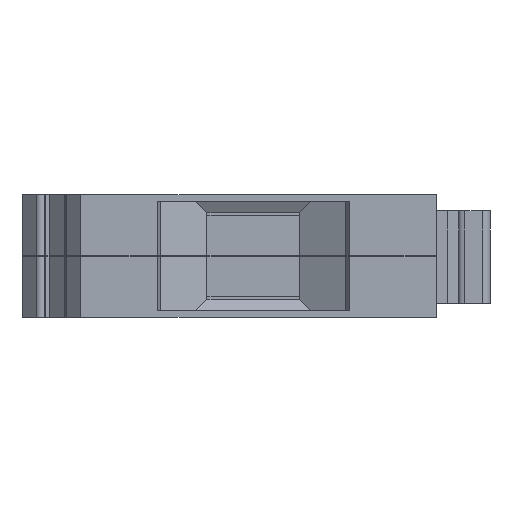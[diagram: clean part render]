
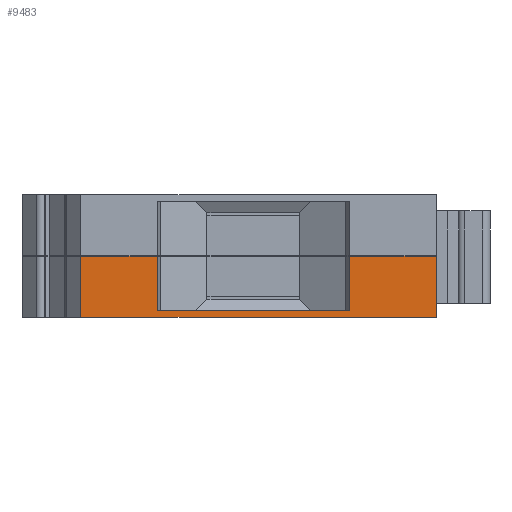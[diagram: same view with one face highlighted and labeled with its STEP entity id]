
A CAD part, left-side view. The second image highlights one B-rep face of the part: STEP entity #9483.
In plain terms, the highlighted planar face has unit normal (-1, 0, 0).
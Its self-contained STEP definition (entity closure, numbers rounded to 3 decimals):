
#1006=ORIENTED_EDGE('',*,*,#3052,.T.);
#1007=ORIENTED_EDGE('',*,*,#3053,.F.);
#1008=ORIENTED_EDGE('',*,*,#3054,.F.);
#1009=ORIENTED_EDGE('',*,*,#2454,.T.);
#1010=ORIENTED_EDGE('',*,*,#3055,.F.);
#1011=ORIENTED_EDGE('',*,*,#3056,.F.);
#1012=ORIENTED_EDGE('',*,*,#3057,.T.);
#1013=ORIENTED_EDGE('',*,*,#2527,.T.);
#2454=EDGE_CURVE('',#3501,#3500,#4200,.T.);
#2527=EDGE_CURVE('',#3574,#3573,#4268,.T.);
#3052=EDGE_CURVE('',#3573,#4066,#4698,.T.);
#3053=EDGE_CURVE('',#4067,#4066,#4699,.T.);
#3054=EDGE_CURVE('',#3501,#4067,#4700,.T.);
#3055=EDGE_CURVE('',#4068,#3500,#4701,.T.);
#3056=EDGE_CURVE('',#4069,#4068,#4702,.T.);
#3057=EDGE_CURVE('',#4069,#3574,#4703,.T.);
#3500=VERTEX_POINT('',#12267);
#3501=VERTEX_POINT('',#12269);
#3573=VERTEX_POINT('',#12413);
#3574=VERTEX_POINT('',#12415);
#4066=VERTEX_POINT('',#13612);
#4067=VERTEX_POINT('',#13614);
#4068=VERTEX_POINT('',#13617);
#4069=VERTEX_POINT('',#13619);
#4200=LINE('',#12268,#5019);
#4268=LINE('',#12414,#5087);
#4698=LINE('',#13611,#5517);
#4699=LINE('',#13613,#5518);
#4700=LINE('',#13615,#5519);
#4701=LINE('',#13616,#5520);
#4702=LINE('',#13618,#5521);
#4703=LINE('',#13620,#5522);
#5019=VECTOR('',#10371,1000.);
#5087=VECTOR('',#10449,1000.);
#5517=VECTOR('',#11029,1000.);
#5518=VECTOR('',#11030,1000.);
#5519=VECTOR('',#11031,1000.);
#5520=VECTOR('',#11032,1000.);
#5521=VECTOR('',#11033,1000.);
#5522=VECTOR('',#11034,1000.);
#5895=EDGE_LOOP('',(#1006,#1007,#1008,#1009,#1010,#1011,#1012,#1013));
#6305=FACE_BOUND('',#5895,.T.);
#6677=PLANE('',#9902);
#9483=ADVANCED_FACE('',(#6305),#6677,.T.);
#9902=AXIS2_PLACEMENT_3D('',#13610,#11027,#11028);
#10371=DIRECTION('',(0.,1.,0.));
#10449=DIRECTION('',(0.,1.,0.));
#11027=DIRECTION('',(-1.,0.,0.));
#11028=DIRECTION('',(0.,-1.,0.));
#11029=DIRECTION('',(0.,0.,-1.));
#11030=DIRECTION('',(0.,1.,0.));
#11031=DIRECTION('',(0.,0.,-1.));
#11032=DIRECTION('',(0.,0.,1.));
#11033=DIRECTION('',(0.,-1.,0.));
#11034=DIRECTION('',(0.,0.,1.));
#12267=CARTESIAN_POINT('',(-29.,-16.685,8.25));
#12268=CARTESIAN_POINT('',(-29.,19.604,8.25));
#12269=CARTESIAN_POINT('',(-29.,-28.44,8.25));
#12413=CARTESIAN_POINT('',(-29.,19.604,8.25));
#12414=CARTESIAN_POINT('',(-29.,19.604,8.25));
#12415=CARTESIAN_POINT('',(-29.,9.304,8.25));
#13610=CARTESIAN_POINT('',(-29.,19.604,8.25));
#13611=CARTESIAN_POINT('',(-29.,19.604,8.25));
#13612=CARTESIAN_POINT('',(-29.,19.604,0.));
#13613=CARTESIAN_POINT('',(-29.,19.604,0.));
#13614=CARTESIAN_POINT('',(-29.,-28.44,0.));
#13615=CARTESIAN_POINT('',(-29.,-28.44,8.25));
#13616=CARTESIAN_POINT('',(-29.,-16.685,0.9));
#13617=CARTESIAN_POINT('',(-29.,-16.685,0.9));
#13618=CARTESIAN_POINT('',(-29.,-16.685,0.9));
#13619=CARTESIAN_POINT('',(-29.,9.304,0.9));
#13620=CARTESIAN_POINT('',(-29.,9.304,0.9));
